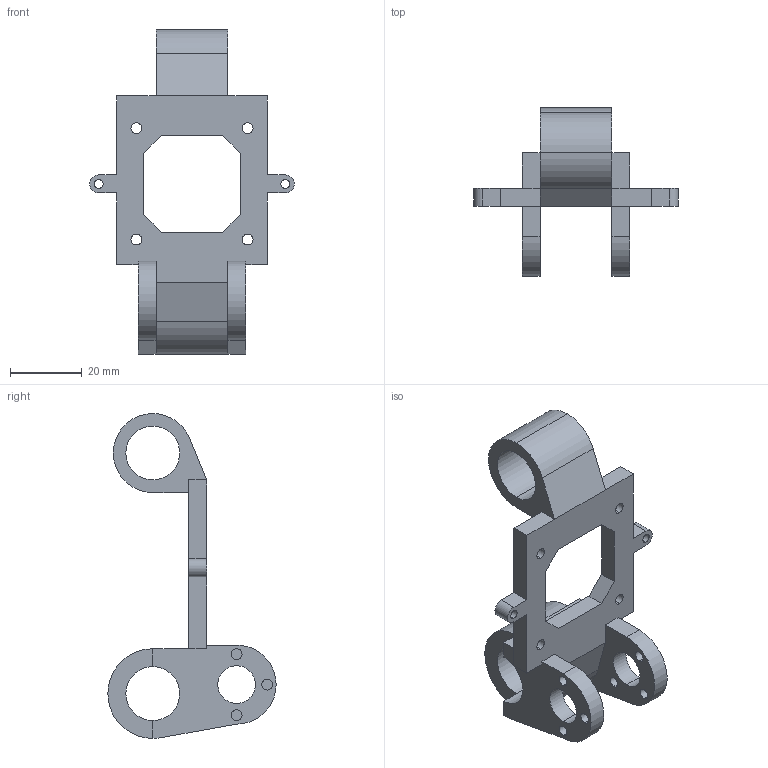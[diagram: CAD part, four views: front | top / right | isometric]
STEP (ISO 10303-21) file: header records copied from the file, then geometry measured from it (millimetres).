
FILE_DESCRIPTION (( 'STEP AP214' ), '1' );
FILE_NAME ('湖謂陬.STEP', '2024-03-30T14:37:55', ( '' ), ( '' ), 'SwSTEP 2.0', 'SolidWorks 2021', '' );
FILE_SCHEMA (( 'AUTOMOTIVE_DESIGN' ));
Length unit declared in the file: millimetre
Products named in the file (1): 湖謂陬
Bounding box: 57 x 46.87 x 90.5 mm (x, y, z)
Volume: 24398.5 mm3; surface area: 13272.1 mm2
Topology: 1 solids, 1 shells, 81 faces, 233 edges, 152 vertices
Faces by surface type: plane 42, cylinder 39
Entity records: 2771 total; most frequent: DIRECTION 479, CARTESIAN_POINT 467, ORIENTED_EDGE 466, EDGE_CURVE 233, AXIS2_PLACEMENT_3D 164, VERTEX_POINT 152, LINE 151, VECTOR 151
